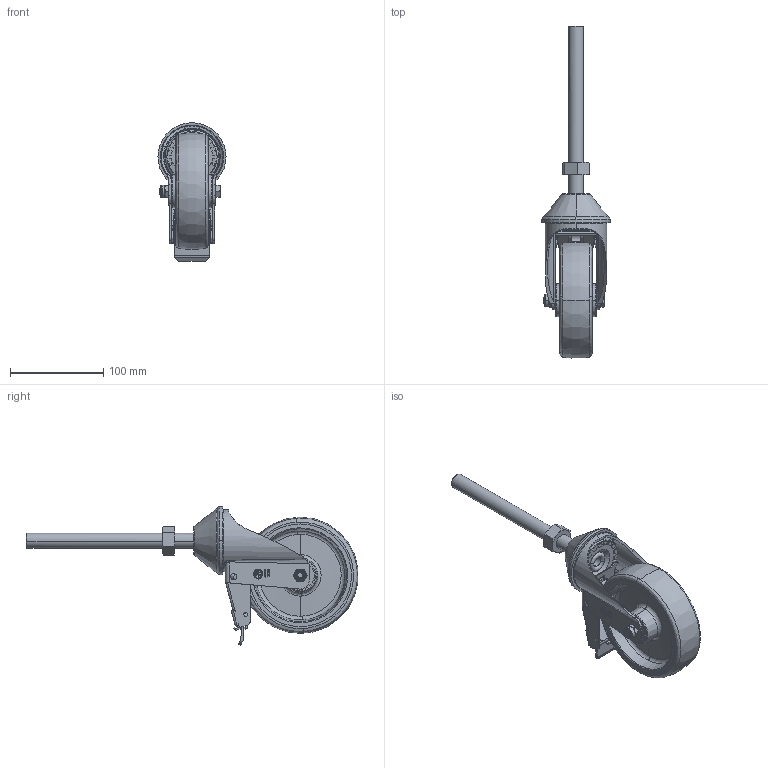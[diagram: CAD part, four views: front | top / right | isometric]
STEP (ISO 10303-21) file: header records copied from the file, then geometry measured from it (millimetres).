
FILE_DESCRIPTION (( 'STEP AP203' ), '1' );
FILE_NAME ('084.404.005.STEP', '2013-01-28T09:16:47', ( 'Alusic' ), ( 'Alusic' ), 'SwSTEP 2.0', 'SolidWorks 2011', '' );
FILE_SCHEMA (( 'CONFIG_CONTROL_DESIGN' ));
Length unit declared in the file: millimetre
Products named in the file (1): 084.404.005
Bounding box: 73 x 355.75 x 148.55 mm (x, y, z)
Surface area: 129665.4 mm2 (no closed solid volume)
Topology: 0 solids, 34 shells, 460 faces, 2049 edges, 1599 vertices
Faces by surface type: plane 217, cylinder 127, bspline 68, cone 42, torus 6
Entity records: 26070 total; most frequent: CARTESIAN_POINT 10174, DIRECTION 3094, ORIENTED_EDGE 2988, EDGE_CURVE 2047, VERTEX_POINT 1599, VECTOR 1234, LINE 1234, AXIS2_PLACEMENT_3D 930
